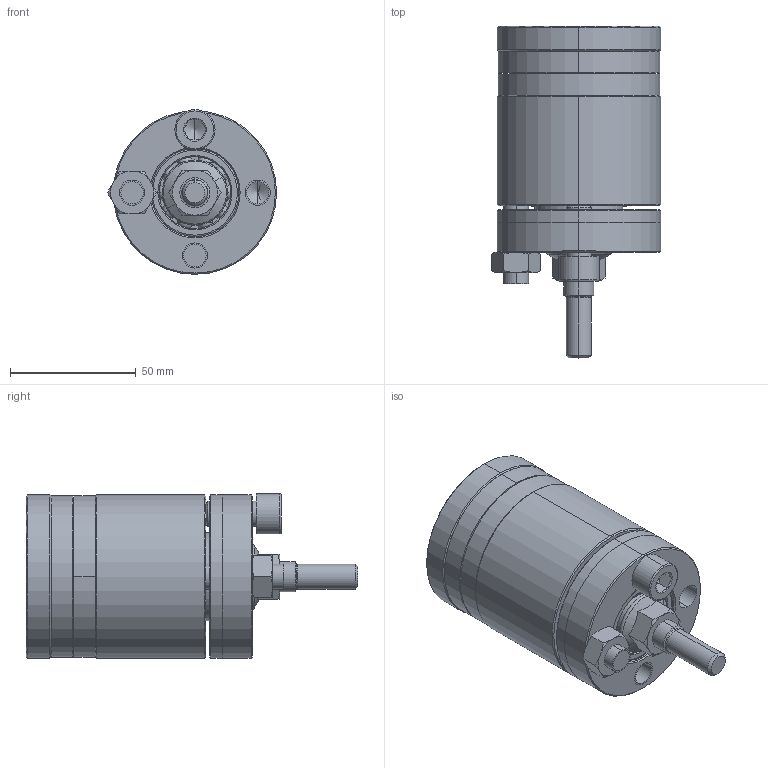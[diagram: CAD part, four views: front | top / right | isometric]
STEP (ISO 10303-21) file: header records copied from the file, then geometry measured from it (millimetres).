
FILE_DESCRIPTION(/* description */ ('VariCAD 2021-1.02 AP-214'),/* implementation_level */ '2;1');
FILE_NAME(/* name */ '05_160310_B-Grind_MK-V.stp',/* time_stamp */ '2021-09-04T11:17:25+02:00',/* author */ (''),/* organization */ (''),/* preprocessor_version */ 'VariCAD 2021-1.02',/* originating_system */ 'VariCAD 2021-1.02; kernel version (20180118)',/* authorisation */ '');
FILE_SCHEMA(('AUTOMOTIVE_DESIGN'));
Length unit declared in the file: millimetre
Products named in the file (59): 05_160310_B-Grind_MK-V; Screw M10x20; Nut M10; Nut M12
Assembly tree (58 placements, depth 2):
  05_160310_B-Grind_MK-V
    (unnamed)
    (unnamed)
    (unnamed)
    (unnamed)
    (unnamed)
    (unnamed)
    (unnamed)
    (unnamed)
    (unnamed)
    (unnamed)
    (unnamed)
    (unnamed)
    (unnamed)
    (unnamed)
    (unnamed)
    (unnamed)
    (unnamed)
    (unnamed)
    (unnamed)
    (unnamed)
    (unnamed)
    (unnamed)
    (unnamed)
    (unnamed)
    (unnamed)
    (unnamed)
    (unnamed)
    (unnamed)
    (unnamed)
    (unnamed)
    (unnamed)
    (unnamed)
    (unnamed)
    (unnamed)
    (unnamed)
    (unnamed)
    (unnamed)
    (unnamed)
    (unnamed)
    (unnamed)
    (unnamed)
    (unnamed)
    (unnamed)
    (unnamed)
    (unnamed)
    (unnamed)
    (unnamed)
    (unnamed)
    (unnamed)
    Screw M10x20
    Nut M10
    (unnamed)
    Nut M12
    (unnamed)
    (unnamed)
    (unnamed)
    (unnamed)
    (unnamed)
Bounding box: 67.31 x 132 x 65.5 mm (x, y, z)
Volume: 258893.5 mm3; surface area: 94882.8 mm2
Topology: 58 solids, 58 shells, 608 faces, 1397 edges, 754 vertices
Faces by surface type: cylinder 180, sphere 160, cone 120, plane 82, torus 66
Entity records: 19193 total; most frequent: DIRECTION 3544, CARTESIAN_POINT 3351, ORIENTED_EDGE 2446, AXIS2_PLACEMENT_3D 1615, EDGE_CURVE 1223, CIRCLE 832, VERTEX_POINT 754, EDGE_LOOP 693
